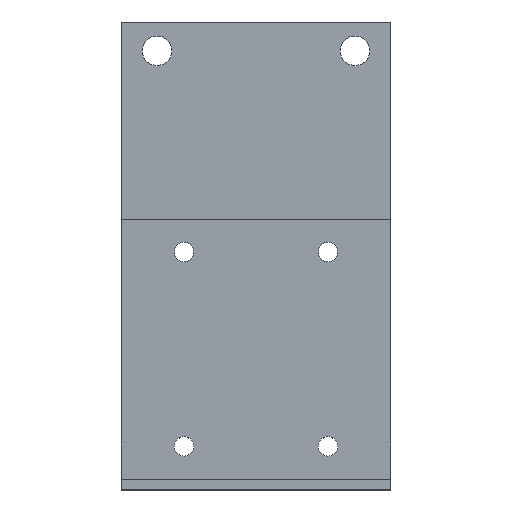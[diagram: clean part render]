
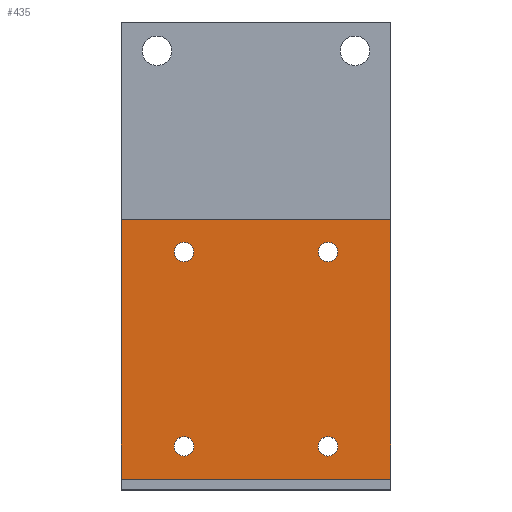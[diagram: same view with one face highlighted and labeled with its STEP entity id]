
A CAD part, top view. The second image highlights one B-rep face of the part: STEP entity #435.
In plain terms, the highlighted planar face has unit normal (0, 0, 1).
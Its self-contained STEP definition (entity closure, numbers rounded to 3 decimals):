
#17=LINE('',#707,#41);
#21=LINE('',#716,#45);
#23=LINE('',#719,#47);
#24=LINE('',#720,#48);
#41=VECTOR('',#593,10.);
#45=VECTOR('',#599,10.);
#47=VECTOR('',#603,10.);
#48=VECTOR('',#604,10.);
#93=FACE_BOUND('',#172,.T.);
#94=FACE_BOUND('',#173,.T.);
#95=FACE_BOUND('',#174,.T.);
#96=FACE_BOUND('',#175,.T.);
#125=FACE_OUTER_BOUND('',#171,.T.);
#171=EDGE_LOOP('',(#347,#348,#349,#350));
#172=EDGE_LOOP('',(#351));
#173=EDGE_LOOP('',(#352));
#174=EDGE_LOOP('',(#353));
#175=EDGE_LOOP('',(#354));
#202=CIRCLE('',#471,2.7);
#206=CIRCLE('',#478,2.7);
#210=CIRCLE('',#485,2.7);
#214=CIRCLE('',#492,2.7);
#226=VERTEX_POINT('',#665);
#230=VERTEX_POINT('',#676);
#234=VERTEX_POINT('',#687);
#238=VERTEX_POINT('',#698);
#241=VERTEX_POINT('',#704);
#242=VERTEX_POINT('',#706);
#245=VERTEX_POINT('',#713);
#246=VERTEX_POINT('',#715);
#266=EDGE_CURVE('',#226,#226,#202,.T.);
#270=EDGE_CURVE('',#230,#230,#206,.T.);
#274=EDGE_CURVE('',#234,#234,#210,.T.);
#278=EDGE_CURVE('',#238,#238,#214,.T.);
#281=EDGE_CURVE('',#241,#242,#17,.T.);
#285=EDGE_CURVE('',#245,#246,#21,.T.);
#287=EDGE_CURVE('',#242,#245,#23,.T.);
#288=EDGE_CURVE('',#246,#241,#24,.T.);
#347=ORIENTED_EDGE('',*,*,#287,.F.);
#348=ORIENTED_EDGE('',*,*,#281,.F.);
#349=ORIENTED_EDGE('',*,*,#288,.F.);
#350=ORIENTED_EDGE('',*,*,#285,.F.);
#351=ORIENTED_EDGE('',*,*,#266,.T.);
#352=ORIENTED_EDGE('',*,*,#270,.T.);
#353=ORIENTED_EDGE('',*,*,#274,.T.);
#354=ORIENTED_EDGE('',*,*,#278,.T.);
#407=PLANE('',#495);
#435=ADVANCED_FACE('',(#125,#93,#94,#95,#96),#407,.F.);
#471=AXIS2_PLACEMENT_3D('',#666,#545,#546);
#478=AXIS2_PLACEMENT_3D('',#677,#559,#560);
#485=AXIS2_PLACEMENT_3D('',#688,#573,#574);
#492=AXIS2_PLACEMENT_3D('',#699,#587,#588);
#495=AXIS2_PLACEMENT_3D('',#718,#601,#602);
#545=DIRECTION('center_axis',(0.,0.,-1.));
#546=DIRECTION('ref_axis',(-1.,0.,0.));
#559=DIRECTION('center_axis',(0.,0.,-1.));
#560=DIRECTION('ref_axis',(-1.,0.,0.));
#573=DIRECTION('center_axis',(0.,0.,-1.));
#574=DIRECTION('ref_axis',(-1.,0.,0.));
#587=DIRECTION('center_axis',(0.,0.,-1.));
#588=DIRECTION('ref_axis',(-1.,0.,0.));
#593=DIRECTION('',(1.,0.,0.));
#599=DIRECTION('',(-1.,0.,0.));
#601=DIRECTION('center_axis',(0.,0.,-1.));
#602=DIRECTION('ref_axis',(-1.,0.,0.));
#603=DIRECTION('',(0.,-1.,0.));
#604=DIRECTION('',(0.,1.,0.));
#665=CARTESIAN_POINT('',(-17.3,-52.9,14.));
#666=CARTESIAN_POINT('Origin',(-20.,-52.9,14.));
#676=CARTESIAN_POINT('',(-17.3,1.1,14.));
#677=CARTESIAN_POINT('Origin',(-20.,1.1,14.));
#687=CARTESIAN_POINT('',(22.7,-52.9,14.));
#688=CARTESIAN_POINT('Origin',(20.,-52.9,14.));
#698=CARTESIAN_POINT('',(22.7,1.1,14.));
#699=CARTESIAN_POINT('Origin',(20.,1.1,14.));
#704=CARTESIAN_POINT('',(-37.5,10.2,14.));
#706=CARTESIAN_POINT('',(37.5,10.2,14.));
#707=CARTESIAN_POINT('',(37.5,10.2,14.));
#713=CARTESIAN_POINT('',(37.5,-62.,14.));
#715=CARTESIAN_POINT('',(-37.5,-62.,14.));
#716=CARTESIAN_POINT('',(-37.5,-62.,14.));
#718=CARTESIAN_POINT('Origin',(0.,-25.9,14.));
#719=CARTESIAN_POINT('',(37.5,-45.45,14.));
#720=CARTESIAN_POINT('',(-37.5,19.55,14.));
